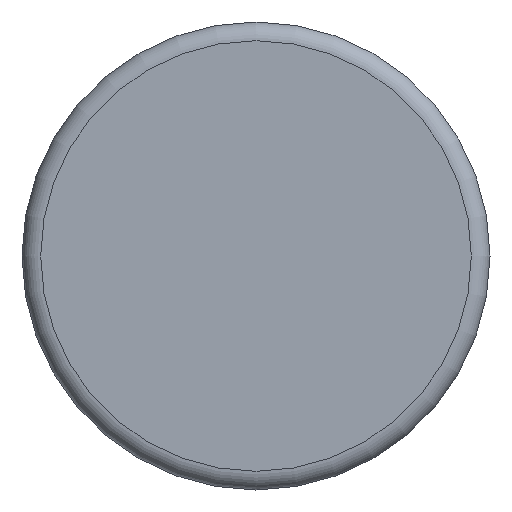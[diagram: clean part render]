
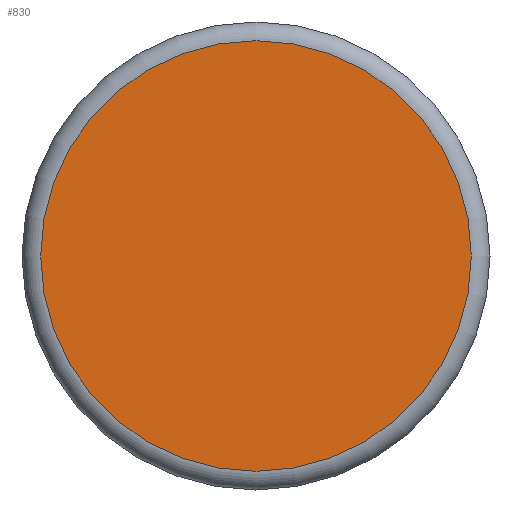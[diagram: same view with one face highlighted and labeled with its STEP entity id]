
A CAD part, left-side view. The second image highlights one B-rep face of the part: STEP entity #830.
In plain terms, the highlighted planar face has unit normal (-1, 0, 0).
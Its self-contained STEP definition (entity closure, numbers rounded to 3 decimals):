
#34=CIRCLE('',#909,3.45);
#35=CIRCLE('',#910,3.45);
#102=FACE_OUTER_BOUND('',#150,.T.);
#150=EDGE_LOOP('',(#751,#752));
#400=VERTEX_POINT('',#1469);
#401=VERTEX_POINT('',#1470);
#516=EDGE_CURVE('',#400,#401,#34,.T.);
#517=EDGE_CURVE('',#401,#400,#35,.T.);
#751=ORIENTED_EDGE('',*,*,#516,.T.);
#752=ORIENTED_EDGE('',*,*,#517,.T.);
#787=PLANE('',#912);
#830=ADVANCED_FACE('',(#102),#787,.T.);
#909=AXIS2_PLACEMENT_3D('',#1471,#1116,#1117);
#910=AXIS2_PLACEMENT_3D('',#1472,#1118,#1119);
#912=AXIS2_PLACEMENT_3D('',#1474,#1122,#1123);
#1116=DIRECTION('center_axis',(-1.,0.,0.));
#1117=DIRECTION('ref_axis',(0.,0.,-1.));
#1118=DIRECTION('center_axis',(-1.,0.,0.));
#1119=DIRECTION('ref_axis',(0.,0.,-1.));
#1122=DIRECTION('center_axis',(-1.,0.,0.));
#1123=DIRECTION('ref_axis',(0.,0.,-1.));
#1469=CARTESIAN_POINT('',(-0.825,-3.45,0.));
#1470=CARTESIAN_POINT('',(-0.825,0.,3.45));
#1471=CARTESIAN_POINT('Origin',(-0.825,0.,
0.));
#1472=CARTESIAN_POINT('Origin',(-0.825,0.,
0.));
#1474=CARTESIAN_POINT('Origin',(-0.825,0.,0.));
